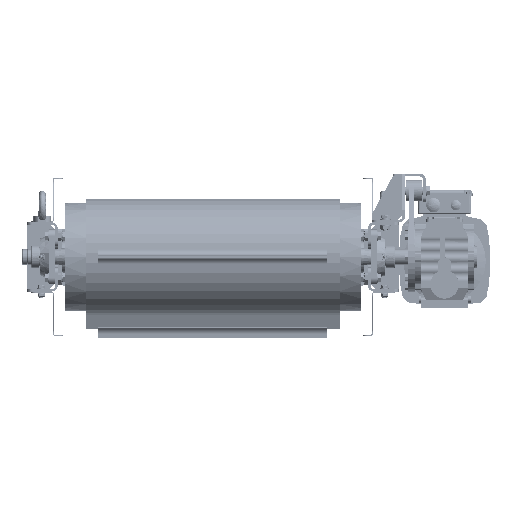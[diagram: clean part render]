
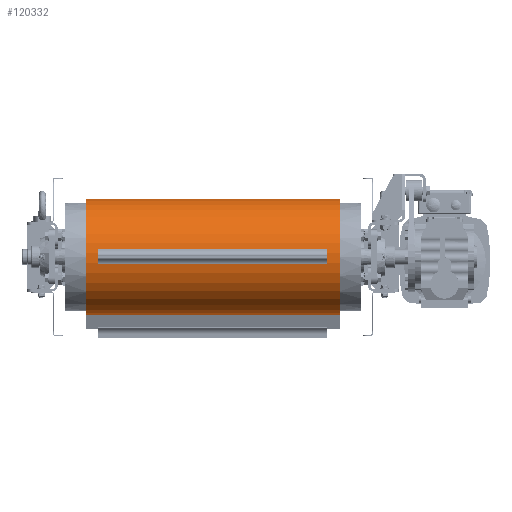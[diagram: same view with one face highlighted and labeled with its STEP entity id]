
A CAD part, left-side view. The second image highlights one B-rep face of the part: STEP entity #120332.
In plain terms, the highlighted cylindrical face has radius 114 mm (diameter 228 mm), a partial arc.
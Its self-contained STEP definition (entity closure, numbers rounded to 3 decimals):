
#6403=FACE_BOUND('',#24678,.T.);
#16584=FACE_OUTER_BOUND('',#24677,.T.);
#24677=EDGE_LOOP('',(#104594,#104595,#104596,#104597));
#24678=EDGE_LOOP('',(#104598,#104599));
#32846=LINE('',#240780,#41045);
#32847=LINE('',#240782,#41046);
#32848=LINE('',#240785,#41047);
#41045=VECTOR('',#163821,500.);
#41046=VECTOR('',#163824,500.);
#41047=VECTOR('',#163825,10.);
#45977=CIRCLE('',#132335,114.);
#45981=CIRCLE('',#132340,114.);
#56295=VERTEX_POINT('',#240667);
#56296=VERTEX_POINT('',#240669);
#56322=VERTEX_POINT('',#240722);
#56323=VERTEX_POINT('',#240724);
#56347=VERTEX_POINT('',#240783);
#56348=VERTEX_POINT('',#240784);
#72393=EDGE_CURVE('',#56295,#56296,#45977,.T.);
#72420=EDGE_CURVE('',#56322,#56323,#45981,.T.);
#72448=EDGE_CURVE('',#56323,#56295,#32846,.T.);
#72449=EDGE_CURVE('',#56322,#56296,#32847,.T.);
#72450=EDGE_CURVE('',#56347,#56348,#32848,.T.);
#104594=ORIENTED_EDGE('',*,*,#72393,.F.);
#104595=ORIENTED_EDGE('',*,*,#72448,.F.);
#104596=ORIENTED_EDGE('',*,*,#72420,.F.);
#104597=ORIENTED_EDGE('',*,*,#72449,.T.);
#104598=ORIENTED_EDGE('',*,*,#72450,.T.);
#104599=ORIENTED_EDGE('',*,*,#72450,.F.);
#106478=CYLINDRICAL_SURFACE('',#132347,114.);
#120332=ADVANCED_FACE('',(#16584,#6403),#106478,.T.);
#132335=AXIS2_PLACEMENT_3D('',#240670,#163749,#163750);
#132340=AXIS2_PLACEMENT_3D('',#240725,#163782,#163783);
#132347=AXIS2_PLACEMENT_3D('',#240781,#163822,#163823);
#163749=DIRECTION('center_axis',(0.,-1.,0.));
#163750=DIRECTION('ref_axis',(0.062,0.,0.998));
#163782=DIRECTION('center_axis',(0.,1.,0.));
#163783=DIRECTION('ref_axis',(-0.061,0.,
-0.998));
#163821=DIRECTION('',(0.,-1.,0.));
#163822=DIRECTION('center_axis',(0.,-1.,0.));
#163823=DIRECTION('ref_axis',(-0.998,0.,
0.061));
#163824=DIRECTION('',(0.,-1.,0.));
#163825=DIRECTION('',(0.,-1.,0.));
#240667=CARTESIAN_POINT('',(-697.946,-250.,113.782));
#240669=CARTESIAN_POINT('',(-711.952,-250.,-113.788));
#240670=CARTESIAN_POINT('Origin',(-705.,-250.,0.));
#240722=CARTESIAN_POINT('',(-711.952,250.,-113.788));
#240724=CARTESIAN_POINT('',(-697.946,250.,113.782));
#240725=CARTESIAN_POINT('Origin',(-705.,250.,0.));
#240780=CARTESIAN_POINT('',(-697.946,250.,113.782));
#240781=CARTESIAN_POINT('Origin',(-705.,250.,0.));
#240782=CARTESIAN_POINT('',(-711.952,250.,-113.788));
#240783=CARTESIAN_POINT('',(-819.,225.,0.));
#240784=CARTESIAN_POINT('',(-819.,-225.,0.));
#240785=CARTESIAN_POINT('',(-819.,250.,0.));
